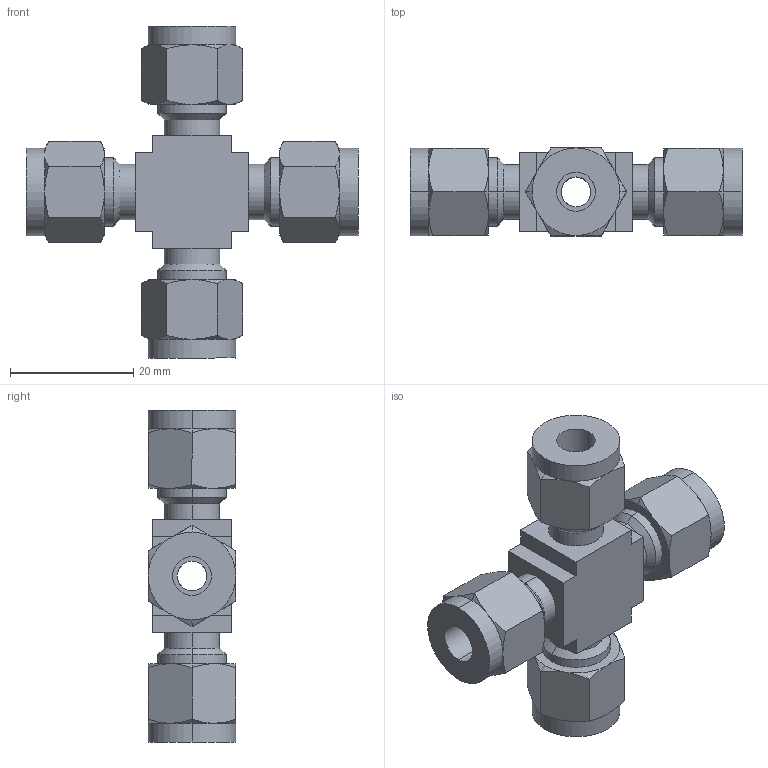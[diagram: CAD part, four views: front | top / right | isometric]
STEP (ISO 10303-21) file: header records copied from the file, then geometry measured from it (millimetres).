
FILE_DESCRIPTION(('starvars output'),'2;1');
FILE_NAME('cv20221219181532000015896.stp','18:15:32 2022/12/19',( 'Thomas Industrial Network Germany GmbH'),( 'Thomas Industrial Network Germany GmbH'),'unknown preprocess','ACIS' ,'unknown authorization');
FILE_SCHEMA(('AUTOMOTIVE_DESIGN_CC2 {UNKNOWN IMPLEMENTATION LEVEL}'));
Length unit declared in the file: millimetre
Products named in the file (1): PRODUCT_ID_1
Bounding box: 53.85 x 14.22 x 53.85 mm (x, y, z)
Volume: 11366.5 mm3; surface area: 7119.4 mm2
Topology: 1 solids, 1 shells, 162 faces, 356 edges, 206 vertices
Faces by surface type: cone 72, plane 50, cylinder 40
Entity records: 4747 total; most frequent: CARTESIAN_POINT 732, ORIENTED_EDGE 712, DIRECTION 360, EDGE_CURVE 356, VERTEX_POINT 206, EDGE_LOOP 178, FACE_BOUND 178, STYLED_ITEM 163
